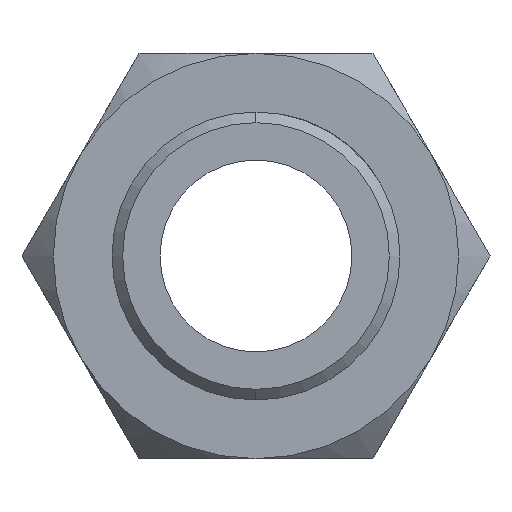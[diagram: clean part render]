
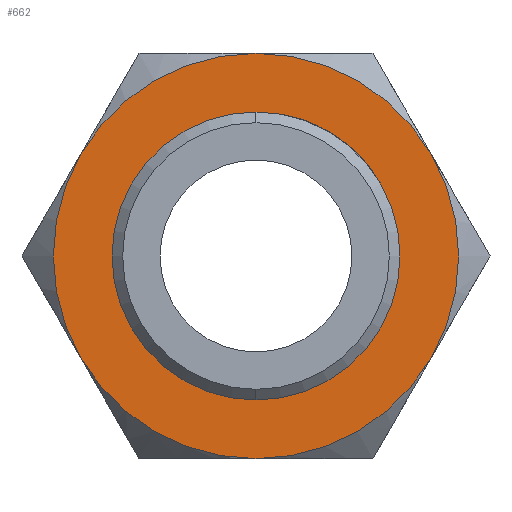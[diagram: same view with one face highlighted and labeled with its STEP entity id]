
A CAD part, left-side view. The second image highlights one B-rep face of the part: STEP entity #662.
In plain terms, the highlighted planar face has unit normal (-1, 0, 0).
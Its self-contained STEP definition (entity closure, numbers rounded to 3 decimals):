
#181 = CIRCLE ( 'NONE', #522, 9.5 ) ;
#224 = DIRECTION ( 'NONE',  ( -1., 0., 0. ) ) ;
#234 = CARTESIAN_POINT ( 'NONE',  ( 22., 0., 6.75 ) ) ;
#269 = CIRCLE ( 'NONE', #2278, 6.75 ) ;
#426 = EDGE_LOOP ( 'NONE', ( #2743, #2661 ) ) ;
#437 = CIRCLE ( 'NONE', #2354, 9.5 ) ;
#438 = DIRECTION ( 'NONE',  ( 0., 0., 1. ) ) ;
#522 = AXIS2_PLACEMENT_3D ( 'NONE', #4799, #2217, #2268 ) ;
#568 = EDGE_CURVE ( 'NONE', #3496, #1795, #4422, .T. ) ;
#662 = ADVANCED_FACE ( 'NONE', ( #4645, #3392 ), #5076, .F. ) ;
#1027 = VERTEX_POINT ( 'NONE', #234 ) ;
#1037 = ORIENTED_EDGE ( 'NONE', *, *, #3339, .F. ) ;
#1231 = CIRCLE ( 'NONE', #2363, 9.5 ) ;
#1334 = ORIENTED_EDGE ( 'NONE', *, *, #3221, .T. ) ;
#1351 = CARTESIAN_POINT ( 'NONE',  ( 22., 0., 0. ) ) ;
#1390 = CARTESIAN_POINT ( 'NONE',  ( 22., 0., 0. ) ) ;
#1560 = AXIS2_PLACEMENT_3D ( 'NONE', #3664, #3716, #5324 ) ;
#1719 = CARTESIAN_POINT ( 'NONE',  ( 22., 0., 0. ) ) ;
#1790 = CARTESIAN_POINT ( 'NONE',  ( 22., 8.227, -4.75 ) ) ;
#1795 = VERTEX_POINT ( 'NONE', #2674 ) ;
#1817 = EDGE_CURVE ( 'NONE', #2460, #1027, #1830, .T. ) ;
#1830 = CIRCLE ( 'NONE', #3209, 6.75 ) ;
#2188 = AXIS2_PLACEMENT_3D ( 'NONE', #4952, #2879, #3754 ) ;
#2217 = DIRECTION ( 'NONE',  ( -1., 0., 0. ) ) ;
#2268 = DIRECTION ( 'NONE',  ( 0., 0., 1. ) ) ;
#2278 = AXIS2_PLACEMENT_3D ( 'NONE', #3761, #3786, #438 ) ;
#2342 = DIRECTION ( 'NONE',  ( 0., 0., -1. ) ) ;
#2350 = DIRECTION ( 'NONE',  ( 0., 0., 1. ) ) ;
#2354 = AXIS2_PLACEMENT_3D ( 'NONE', #1390, #3896, #5170 ) ;
#2363 = AXIS2_PLACEMENT_3D ( 'NONE', #1719, #4677, #3756 ) ;
#2396 = VERTEX_POINT ( 'NONE', #1790 ) ;
#2460 = VERTEX_POINT ( 'NONE', #3497 ) ;
#2463 = CARTESIAN_POINT ( 'NONE',  ( 22., 8.227, 4.75 ) ) ;
#2501 = CARTESIAN_POINT ( 'NONE',  ( 22., 0., 9.5 ) ) ;
#2565 = VERTEX_POINT ( 'NONE', #2812 ) ;
#2661 = ORIENTED_EDGE ( 'NONE', *, *, #1817, .F. ) ;
#2674 = CARTESIAN_POINT ( 'NONE',  ( 22., -8.227, 4.75 ) ) ;
#2743 = ORIENTED_EDGE ( 'NONE', *, *, #4552, .F. ) ;
#2792 = VERTEX_POINT ( 'NONE', #2463 ) ;
#2812 = CARTESIAN_POINT ( 'NONE',  ( 22., 0., -9.5 ) ) ;
#2850 = DIRECTION ( 'NONE',  ( 1., 0., 0. ) ) ;
#2878 = ORIENTED_EDGE ( 'NONE', *, *, #568, .F. ) ;
#2879 = DIRECTION ( 'NONE',  ( 1., 0., 0. ) ) ;
#3206 = CARTESIAN_POINT ( 'NONE',  ( 22., 0., 0. ) ) ;
#3209 = AXIS2_PLACEMENT_3D ( 'NONE', #3955, #224, #2350 ) ;
#3221 = EDGE_CURVE ( 'NONE', #3496, #2792, #181, .T. ) ;
#3253 = EDGE_CURVE ( 'NONE', #4802, #2565, #437, .T. ) ;
#3339 = EDGE_CURVE ( 'NONE', #2565, #2396, #3740, .T. ) ;
#3392 = FACE_OUTER_BOUND ( 'NONE', #4825, .T. ) ;
#3394 = AXIS2_PLACEMENT_3D ( 'NONE', #3206, #2850, #2342 ) ;
#3437 = EDGE_CURVE ( 'NONE', #1795, #4802, #4258, .T. ) ;
#3496 = VERTEX_POINT ( 'NONE', #2501 ) ;
#3497 = CARTESIAN_POINT ( 'NONE',  ( 22., 0., -6.75 ) ) ;
#3515 = ORIENTED_EDGE ( 'NONE', *, *, #3253, .F. ) ;
#3664 = CARTESIAN_POINT ( 'NONE',  ( 22., 0., 0. ) ) ;
#3716 = DIRECTION ( 'NONE',  ( 1., 0., 0. ) ) ;
#3733 = ORIENTED_EDGE ( 'NONE', *, *, #3437, .F. ) ;
#3740 = CIRCLE ( 'NONE', #3394, 9.5 ) ;
#3754 = DIRECTION ( 'NONE',  ( 0., 0., -1. ) ) ;
#3756 = DIRECTION ( 'NONE',  ( 0., 0., -1. ) ) ;
#3761 = CARTESIAN_POINT ( 'NONE',  ( 22., 0., 0. ) ) ;
#3786 = DIRECTION ( 'NONE',  ( -1., 0., 0. ) ) ;
#3856 = DIRECTION ( 'NONE',  ( 0., 0., -1. ) ) ;
#3896 = DIRECTION ( 'NONE',  ( 1., 0., 0. ) ) ;
#3955 = CARTESIAN_POINT ( 'NONE',  ( 22., 0., 0. ) ) ;
#4072 = ORIENTED_EDGE ( 'NONE', *, *, #5342, .F. ) ;
#4258 = CIRCLE ( 'NONE', #2188, 9.5 ) ;
#4422 = CIRCLE ( 'NONE', #1560, 9.5 ) ;
#4552 = EDGE_CURVE ( 'NONE', #1027, #2460, #269, .T. ) ;
#4601 = AXIS2_PLACEMENT_3D ( 'NONE', #1351, #5132, #3856 ) ;
#4645 = FACE_BOUND ( 'NONE', #426, .T. ) ;
#4677 = DIRECTION ( 'NONE',  ( 1., 0., 0. ) ) ;
#4799 = CARTESIAN_POINT ( 'NONE',  ( 22., 0., 0. ) ) ;
#4802 = VERTEX_POINT ( 'NONE', #5334 ) ;
#4825 = EDGE_LOOP ( 'NONE', ( #1037, #3515, #3733, #2878, #1334, #4072 ) ) ;
#4952 = CARTESIAN_POINT ( 'NONE',  ( 22., 0., 0. ) ) ;
#5076 = PLANE ( 'NONE',  #4601 ) ;
#5132 = DIRECTION ( 'NONE',  ( 1., 0., 0. ) ) ;
#5170 = DIRECTION ( 'NONE',  ( 0., 0., -1. ) ) ;
#5324 = DIRECTION ( 'NONE',  ( 0., 0., -1. ) ) ;
#5334 = CARTESIAN_POINT ( 'NONE',  ( 22., -8.227, -4.75 ) ) ;
#5342 = EDGE_CURVE ( 'NONE', #2396, #2792, #1231, .T. ) ;
